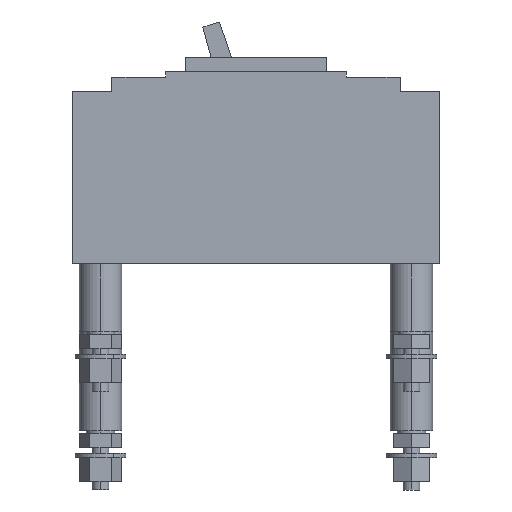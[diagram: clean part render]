
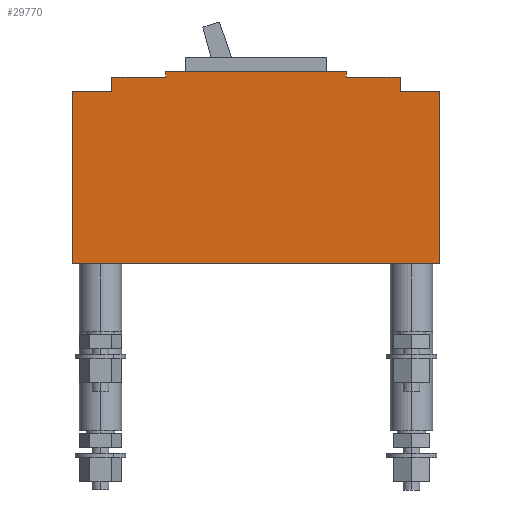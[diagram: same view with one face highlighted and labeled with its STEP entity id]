
A CAD part, left-side view. The second image highlights one B-rep face of the part: STEP entity #29770.
In plain terms, the highlighted planar face has unit normal (-1, 0, 0).
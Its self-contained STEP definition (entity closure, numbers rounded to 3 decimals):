
#21300=CARTESIAN_POINT('',(43.3,382.,-7.));
#21310=VERTEX_POINT('',#21300);
#21340=CARTESIAN_POINT('',(43.3,0.,-7.));
#21350=DIRECTION('',(0.,1.,0.));
#21360=VECTOR('',#21350,1.);
#21370=LINE('',#21340,#21360);
#21380=CARTESIAN_POINT('',(43.3,401.,-7.));
#21390=VERTEX_POINT('',#21380);
#21400=EDGE_CURVE('',#21310,#21390,#21370,.T.);
#21860=CARTESIAN_POINT('',(43.3,382.,0.));
#21870=DIRECTION('',(0.,0.,-1.));
#21880=VECTOR('',#21870,1.);
#21890=LINE('',#21860,#21880);
#21900=CARTESIAN_POINT('',(43.3,382.,-5.));
#21910=VERTEX_POINT('',#21900);
#21920=EDGE_CURVE('',#21910,#21310,#21890,.T.);
#22140=CARTESIAN_POINT('',(43.3,318.,-5.));
#22150=VERTEX_POINT('',#22140);
#22230=CARTESIAN_POINT('',(43.3,318.,-7.));
#22240=VERTEX_POINT('',#22230);
#22270=CARTESIAN_POINT('',(43.3,318.,0.));
#22280=DIRECTION('',(0.,0.,1.));
#22290=VECTOR('',#22280,1.);
#22300=LINE('',#22270,#22290);
#22310=EDGE_CURVE('',#22240,#22150,#22300,.T.);
#22690=CARTESIAN_POINT('',(43.3,299.,-7.));
#22700=VERTEX_POINT('',#22690);
#22730=CARTESIAN_POINT('',(43.3,0.,-7.));
#22740=DIRECTION('',(0.,1.,0.));
#22750=VECTOR('',#22740,1.);
#22760=LINE('',#22730,#22750);
#22770=EDGE_CURVE('',#22700,#22240,#22760,.T.);
#29060=CARTESIAN_POINT('',(43.3,415.,0.));
#29070=DIRECTION('',(1.,-0.,0.));
#29080=DIRECTION('',(0.,0.,-1.));
#29090=AXIS2_PLACEMENT_3D('',#29060,#29070,#29080);
#29100=PLANE('',#29090);
#29110=CARTESIAN_POINT('',(43.3,285.,0.));
#29120=DIRECTION('',(0.,0.,-1.));
#29130=VECTOR('',#29120,1.);
#29140=LINE('',#29110,#29130);
#29150=CARTESIAN_POINT('',(43.3,285.,-12.));
#29160=VERTEX_POINT('',#29150);
#29170=CARTESIAN_POINT('',(43.3,285.,-73.));
#29180=VERTEX_POINT('',#29170);
#29190=EDGE_CURVE('',#29160,#29180,#29140,.T.);
#29200=ORIENTED_EDGE('',*,*,#29190,.F.);
#29210=CARTESIAN_POINT('',(43.3,0.,-73.));
#29220=DIRECTION('',(0.,1.,0.));
#29230=VECTOR('',#29220,1.);
#29240=LINE('',#29210,#29230);
#29250=CARTESIAN_POINT('',(43.3,415.,-73.));
#29260=VERTEX_POINT('',#29250);
#29270=EDGE_CURVE('',#29180,#29260,#29240,.T.);
#29280=ORIENTED_EDGE('',*,*,#29270,.F.);
#29290=CARTESIAN_POINT('',(43.3,415.,0.));
#29300=DIRECTION('',(0.,0.,1.));
#29310=VECTOR('',#29300,1.);
#29320=LINE('',#29290,#29310);
#29330=CARTESIAN_POINT('',(43.3,415.,-12.));
#29340=VERTEX_POINT('',#29330);
#29350=EDGE_CURVE('',#29260,#29340,#29320,.T.);
#29360=ORIENTED_EDGE('',*,*,#29350,.F.);
#29370=CARTESIAN_POINT('',(43.3,0.,-12.));
#29380=DIRECTION('',(0.,-1.,0.));
#29390=VECTOR('',#29380,1.);
#29400=LINE('',#29370,#29390);
#29410=CARTESIAN_POINT('',(43.3,401.,-12.));
#29420=VERTEX_POINT('',#29410);
#29430=EDGE_CURVE('',#29340,#29420,#29400,.T.);
#29440=ORIENTED_EDGE('',*,*,#29430,.F.);
#29450=CARTESIAN_POINT('',(43.3,401.,0.));
#29460=DIRECTION('',(0.,0.,1.));
#29470=VECTOR('',#29460,1.);
#29480=LINE('',#29450,#29470);
#29490=EDGE_CURVE('',#29420,#21390,#29480,.T.);
#29500=ORIENTED_EDGE('',*,*,#29490,.F.);
#29510=ORIENTED_EDGE('',*,*,#21400,.T.);
#29520=ORIENTED_EDGE('',*,*,#21920,.T.);
#29530=CARTESIAN_POINT('',(43.3,0.,-5.));
#29540=DIRECTION('',(0.,1.,0.));
#29550=VECTOR('',#29540,1.);
#29560=LINE('',#29530,#29550);
#29570=EDGE_CURVE('',#22150,#21910,#29560,.T.);
#29580=ORIENTED_EDGE('',*,*,#29570,.T.);
#29590=ORIENTED_EDGE('',*,*,#22310,.T.);
#29600=ORIENTED_EDGE('',*,*,#22770,.T.);
#29610=CARTESIAN_POINT('',(43.3,299.,0.));
#29620=DIRECTION('',(0.,0.,-1.));
#29630=VECTOR('',#29620,1.);
#29640=LINE('',#29610,#29630);
#29650=CARTESIAN_POINT('',(43.3,299.,-12.));
#29660=VERTEX_POINT('',#29650);
#29670=EDGE_CURVE('',#22700,#29660,#29640,.T.);
#29680=ORIENTED_EDGE('',*,*,#29670,.F.);
#29690=CARTESIAN_POINT('',(43.3,0.,-12.));
#29700=DIRECTION('',(0.,-1.,0.));
#29710=VECTOR('',#29700,1.);
#29720=LINE('',#29690,#29710);
#29730=EDGE_CURVE('',#29660,#29160,#29720,.T.);
#29740=ORIENTED_EDGE('',*,*,#29730,.F.);
#29750=EDGE_LOOP('',(#29740,#29680,#29600,#29590,#29580,#29520,#29510,
#29500,#29440,#29360,#29280,#29200));
#29760=FACE_OUTER_BOUND('',#29750,.T.);
#29770=ADVANCED_FACE('',(#29760),#29100,.F.);
